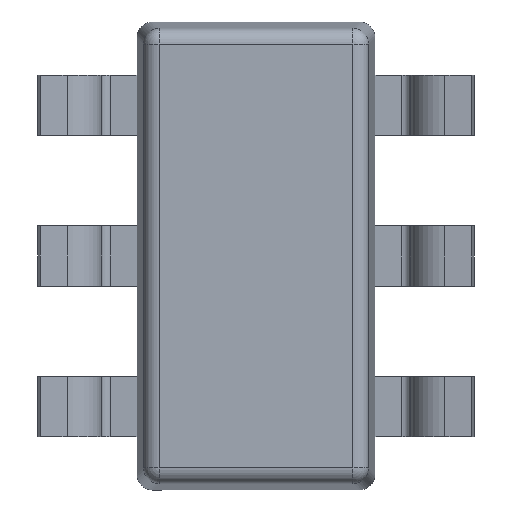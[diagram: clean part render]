
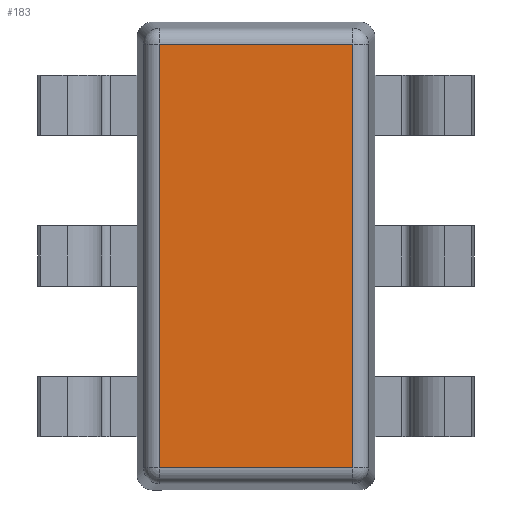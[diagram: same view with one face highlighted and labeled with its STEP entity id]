
A CAD part, front view. The second image highlights one B-rep face of the part: STEP entity #183.
In plain terms, the highlighted planar face has unit normal (0, -1, 0).
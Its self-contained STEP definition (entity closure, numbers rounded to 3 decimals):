
#183 = ADVANCED_FACE ( 'NONE', ( #3535 ), #2478, .F. ) ;
#207 = EDGE_CURVE ( 'NONE', #578, #3456, #1433, .T. ) ;
#219 = DIRECTION ( 'NONE',  ( 1., 0., 0. ) ) ;
#221 = DIRECTION ( 'NONE',  ( 0., 1., 0. ) ) ;
#277 = EDGE_CURVE ( 'NONE', #3456, #666, #367, .T. ) ;
#312 = ORIENTED_EDGE ( 'NONE', *, *, #207, .T. ) ;
#366 = LINE ( 'NONE', #1355, #2791 ) ;
#367 = LINE ( 'NONE', #1937, #3278 ) ;
#456 = CARTESIAN_POINT ( 'NONE',  ( 0.61, 0.1, -1.335 ) ) ;
#578 = VERTEX_POINT ( 'NONE', #456 ) ;
#603 = ORIENTED_EDGE ( 'NONE', *, *, #2238, .T. ) ;
#623 = DIRECTION ( 'NONE',  ( 0., 0., 1. ) ) ;
#666 = VERTEX_POINT ( 'NONE', #2143 ) ;
#775 = CARTESIAN_POINT ( 'NONE',  ( 0.61, 0.1, 1.427 ) ) ;
#782 = CARTESIAN_POINT ( 'NONE',  ( 0., 0.1, 0. ) ) ;
#1008 = LINE ( 'NONE', #2796, #2621 ) ;
#1210 = VECTOR ( 'NONE', #623, 1000. ) ;
#1355 = CARTESIAN_POINT ( 'NONE',  ( 0.702, 0.1, -1.335 ) ) ;
#1433 = LINE ( 'NONE', #775, #1210 ) ;
#1652 = DIRECTION ( 'NONE',  ( 0., 0., -1. ) ) ;
#1910 = AXIS2_PLACEMENT_3D ( 'NONE', #782, #221, #2190 ) ;
#1937 = CARTESIAN_POINT ( 'NONE',  ( -0.702, 0.1, 1.335 ) ) ;
#2143 = CARTESIAN_POINT ( 'NONE',  ( -0.61, 0.1, 1.335 ) ) ;
#2190 = DIRECTION ( 'NONE',  ( -1., 0., 0. ) ) ;
#2200 = EDGE_LOOP ( 'NONE', ( #2816, #312, #2328, #603 ) ) ;
#2238 = EDGE_CURVE ( 'NONE', #666, #2248, #1008, .T. ) ;
#2248 = VERTEX_POINT ( 'NONE', #2484 ) ;
#2328 = ORIENTED_EDGE ( 'NONE', *, *, #277, .T. ) ;
#2478 = PLANE ( 'NONE',  #1910 ) ;
#2484 = CARTESIAN_POINT ( 'NONE',  ( -0.61, 0.1, -1.335 ) ) ;
#2577 = CARTESIAN_POINT ( 'NONE',  ( 0.61, 0.1, 1.335 ) ) ;
#2621 = VECTOR ( 'NONE', #1652, 1000. ) ;
#2791 = VECTOR ( 'NONE', #219, 1000. ) ;
#2796 = CARTESIAN_POINT ( 'NONE',  ( -0.61, 0.1, -1.427 ) ) ;
#2816 = ORIENTED_EDGE ( 'NONE', *, *, #3306, .T. ) ;
#3086 = DIRECTION ( 'NONE',  ( -1., 0., 0. ) ) ;
#3278 = VECTOR ( 'NONE', #3086, 1000. ) ;
#3306 = EDGE_CURVE ( 'NONE', #2248, #578, #366, .T. ) ;
#3456 = VERTEX_POINT ( 'NONE', #2577 ) ;
#3535 = FACE_OUTER_BOUND ( 'NONE', #2200, .T. ) ;
